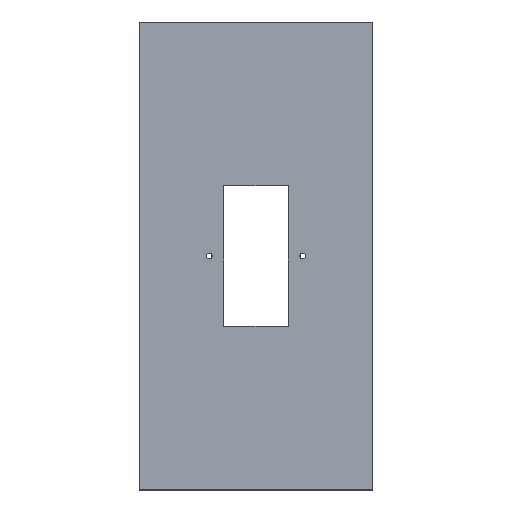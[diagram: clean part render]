
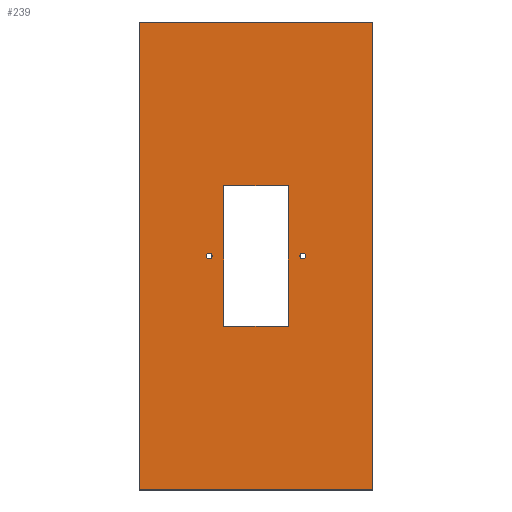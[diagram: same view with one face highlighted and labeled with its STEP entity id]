
A CAD part, top view. The second image highlights one B-rep face of the part: STEP entity #239.
In plain terms, the highlighted planar face has unit normal (0, 0, 1).
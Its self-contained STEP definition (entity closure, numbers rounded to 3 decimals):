
#15=FACE_BOUND('',#54,.T.);
#16=FACE_BOUND('',#55,.T.);
#17=FACE_BOUND('',#56,.T.);
#29=PLANE('',#269);
#41=FACE_OUTER_BOUND('',#53,.T.);
#53=EDGE_LOOP('',(#207,#208,#209,#210));
#54=EDGE_LOOP('',(#211));
#55=EDGE_LOOP('',(#212));
#56=EDGE_LOOP('',(#213,#214,#215,#216));
#63=LINE('',#347,#89);
#67=LINE('',#355,#93);
#70=LINE('',#361,#96);
#73=LINE('',#366,#99);
#77=LINE('',#375,#103);
#80=LINE('',#381,#106);
#83=LINE('',#387,#109);
#86=LINE('',#391,#112);
#89=VECTOR('',#289,10.);
#93=VECTOR('',#295,10.);
#96=VECTOR('',#300,10.);
#99=VECTOR('',#305,10.);
#103=VECTOR('',#311,10.);
#106=VECTOR('',#316,10.);
#109=VECTOR('',#321,10.);
#112=VECTOR('',#326,10.);
#113=CIRCLE('',#256,1.25);
#115=CIRCLE('',#259,1.25);
#117=VERTEX_POINT('',#333);
#119=VERTEX_POINT('',#339);
#121=VERTEX_POINT('',#345);
#122=VERTEX_POINT('',#346);
#125=VERTEX_POINT('',#354);
#127=VERTEX_POINT('',#360);
#131=VERTEX_POINT('',#372);
#132=VERTEX_POINT('',#374);
#134=VERTEX_POINT('',#380);
#136=VERTEX_POINT('',#386);
#137=EDGE_CURVE('',#117,#117,#113,.T.);
#140=EDGE_CURVE('',#119,#119,#115,.T.);
#143=EDGE_CURVE('',#121,#122,#63,.T.);
#147=EDGE_CURVE('',#125,#121,#67,.T.);
#150=EDGE_CURVE('',#127,#125,#70,.T.);
#153=EDGE_CURVE('',#122,#127,#73,.T.);
#157=EDGE_CURVE('',#132,#131,#77,.T.);
#160=EDGE_CURVE('',#134,#132,#80,.T.);
#163=EDGE_CURVE('',#136,#134,#83,.T.);
#166=EDGE_CURVE('',#131,#136,#86,.T.);
#207=ORIENTED_EDGE('',*,*,#166,.T.);
#208=ORIENTED_EDGE('',*,*,#163,.T.);
#209=ORIENTED_EDGE('',*,*,#160,.T.);
#210=ORIENTED_EDGE('',*,*,#157,.T.);
#211=ORIENTED_EDGE('',*,*,#137,.T.);
#212=ORIENTED_EDGE('',*,*,#140,.T.);
#213=ORIENTED_EDGE('',*,*,#143,.T.);
#214=ORIENTED_EDGE('',*,*,#153,.T.);
#215=ORIENTED_EDGE('',*,*,#150,.T.);
#216=ORIENTED_EDGE('',*,*,#147,.T.);
#239=ADVANCED_FACE('',(#41,#15,#16,#17),#29,.T.);
#256=AXIS2_PLACEMENT_3D('',#334,#275,#276);
#259=AXIS2_PLACEMENT_3D('',#340,#282,#283);
#269=AXIS2_PLACEMENT_3D('',#392,#327,#328);
#275=DIRECTION('center_axis',(0.,0.,-1.));
#276=DIRECTION('ref_axis',(-1.,0.,0.));
#282=DIRECTION('center_axis',(0.,0.,-1.));
#283=DIRECTION('ref_axis',(-1.,0.,0.));
#289=DIRECTION('',(0.,-1.,0.));
#295=DIRECTION('',(1.,0.,0.));
#300=DIRECTION('',(0.,1.,0.));
#305=DIRECTION('',(-1.,0.,0.));
#311=DIRECTION('',(0.,-1.,0.));
#316=DIRECTION('',(-1.,0.,0.));
#321=DIRECTION('',(0.,1.,0.));
#326=DIRECTION('',(1.,0.,0.));
#327=DIRECTION('center_axis',(0.,0.,1.));
#328=DIRECTION('ref_axis',(1.,0.,0.));
#333=CARTESIAN_POINT('',(-18.75,0.,5.));
#334=CARTESIAN_POINT('Origin',(-20.,0.,5.));
#339=CARTESIAN_POINT('',(21.25,0.,5.));
#340=CARTESIAN_POINT('Origin',(20.,0.,5.));
#345=CARTESIAN_POINT('',(13.75,30.,5.));
#346=CARTESIAN_POINT('',(13.75,-30.,5.));
#347=CARTESIAN_POINT('',(13.75,15.,5.));
#354=CARTESIAN_POINT('',(-13.75,30.,5.));
#355=CARTESIAN_POINT('',(-6.875,30.,5.));
#360=CARTESIAN_POINT('',(-13.75,-30.,5.));
#361=CARTESIAN_POINT('',(-13.75,-15.,5.));
#366=CARTESIAN_POINT('',(6.875,-30.,5.));
#372=CARTESIAN_POINT('',(-50.,-100.,5.));
#374=CARTESIAN_POINT('',(-50.,100.,5.));
#375=CARTESIAN_POINT('',(-50.,-100.,5.));
#380=CARTESIAN_POINT('',(50.,100.,5.));
#381=CARTESIAN_POINT('',(-50.,100.,5.));
#386=CARTESIAN_POINT('',(50.,-100.,5.));
#387=CARTESIAN_POINT('',(50.,100.,5.));
#391=CARTESIAN_POINT('',(50.,-100.,5.));
#392=CARTESIAN_POINT('Origin',(0.,0.,5.));
